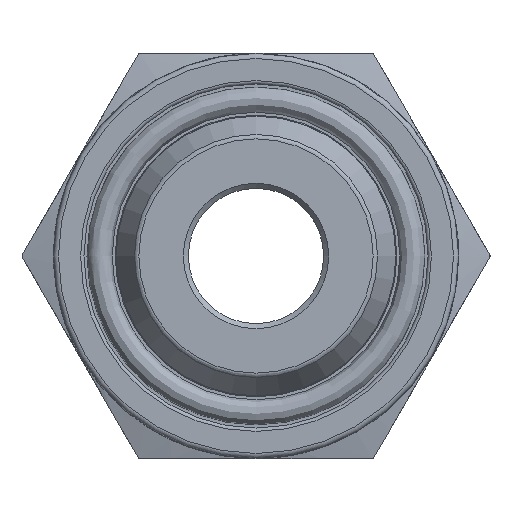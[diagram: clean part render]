
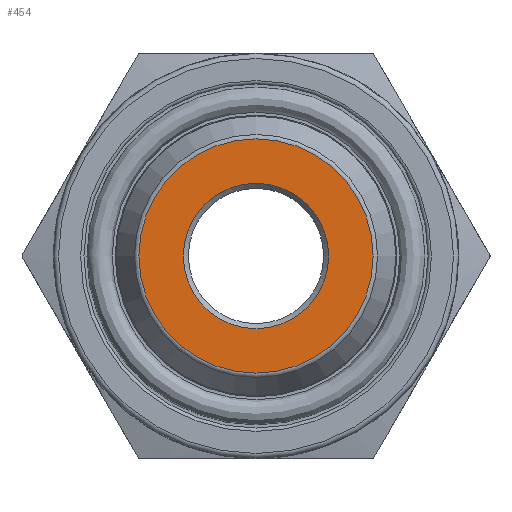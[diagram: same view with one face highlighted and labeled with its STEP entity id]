
A CAD part, left-side view. The second image highlights one B-rep face of the part: STEP entity #454.
In plain terms, the highlighted planar face has unit normal (-1, 0, 0).
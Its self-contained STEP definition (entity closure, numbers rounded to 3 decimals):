
#302=FACE_BOUND('',#594,.T.);
#303=FACE_BOUND('',#595,.T.);
#380=CIRCLE('',#1324,4.3);
#381=CIRCLE('',#1325,6.924);
#418=PLANE('',#1326);
#454=ADVANCED_FACE('',(#302,#303),#418,.F.);
#594=EDGE_LOOP('',(#873));
#595=EDGE_LOOP('',(#874));
#873=ORIENTED_EDGE('',*,*,#1197,.T.);
#874=ORIENTED_EDGE('',*,*,#1198,.T.);
#1070=VERTEX_POINT('',#2311);
#1071=VERTEX_POINT('',#2313);
#1197=EDGE_CURVE('',#1070,#1070,#380,.T.);
#1198=EDGE_CURVE('',#1071,#1071,#381,.T.);
#1324=AXIS2_PLACEMENT_3D('',#2310,#1520,#1521);
#1325=AXIS2_PLACEMENT_3D('',#2312,#1522,#1523);
#1326=AXIS2_PLACEMENT_3D('',#2314,#1524,#1525);
#1520=DIRECTION('',(1.,0.,0.));
#1521=DIRECTION('',(0.,0.,-1.));
#1522=DIRECTION('',(-1.,0.,0.));
#1523=DIRECTION('',(0.,0.,-1.));
#1524=DIRECTION('',(1.,0.,0.));
#1525=DIRECTION('',(0.,0.,-1.));
#2310=CARTESIAN_POINT('',(0.,0.,0.));
#2311=CARTESIAN_POINT('',(0.,0.,-4.3));
#2312=CARTESIAN_POINT('',(0.,0.,0.));
#2313=CARTESIAN_POINT('',(0.,0.,-6.924));
#2314=CARTESIAN_POINT('',(0.,-13.718,0.));
